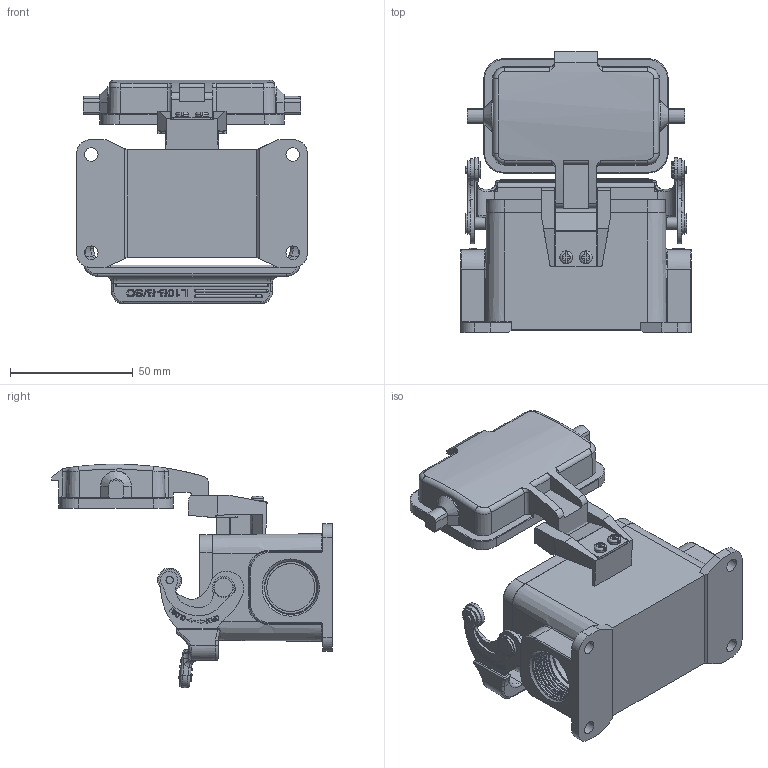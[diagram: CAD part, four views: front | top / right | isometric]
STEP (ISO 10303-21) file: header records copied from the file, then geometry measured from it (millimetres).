
FILE_DESCRIPTION(/* description */ (''),/* implementation_level */ '2;1');
FILE_NAME(/* name */ '3D_1110102611010_H10B-SF-1L_SC-CV-PG16_V1.1_stp.stp',/* time_stamp */ '2023-12-15T11:32:17+08:00',/* author */ (''),/* organization */ (''),/* preprocessor_version */ 'ST-DEVELOPER v18.1',/* originating_system */ 'SIEMENS PLM Software NX 1980',/* authorisation */ '');
FILE_SCHEMA (('AUTOMOTIVE_DESIGN { 1 0 10303 214 3 1 1 1 }'));
Products named in the file (1): 1459338889A0osoi
Bounding box: 94 x 114.38 x 91.08 mm (x, y, z)
Volume: 108376.7 mm3; surface area: 76835.7 mm2
Topology: 17 solids, 25 shells, 1901 faces, 5155 edges, 3347 vertices
Faces by surface type: cylinder 855, plane 780, torus 88, cone 66, bspline 43, sphere 35, extrusion 34
Full cylindrical faces by diameter (mm): 1.9 x2, 3 x2, 4 x2, 4.9 x2, 8 x2, 19.5 x1, 21.3 x8
Entity records: 71385 total; most frequent: CARTESIAN_POINT 25989, ORIENTED_EDGE 10072, DIRECTION 7991, EDGE_CURVE 5055, VERTEX_POINT 3327, AXIS2_PLACEMENT_3D 2835, VECTOR 2321, LINE 2287
